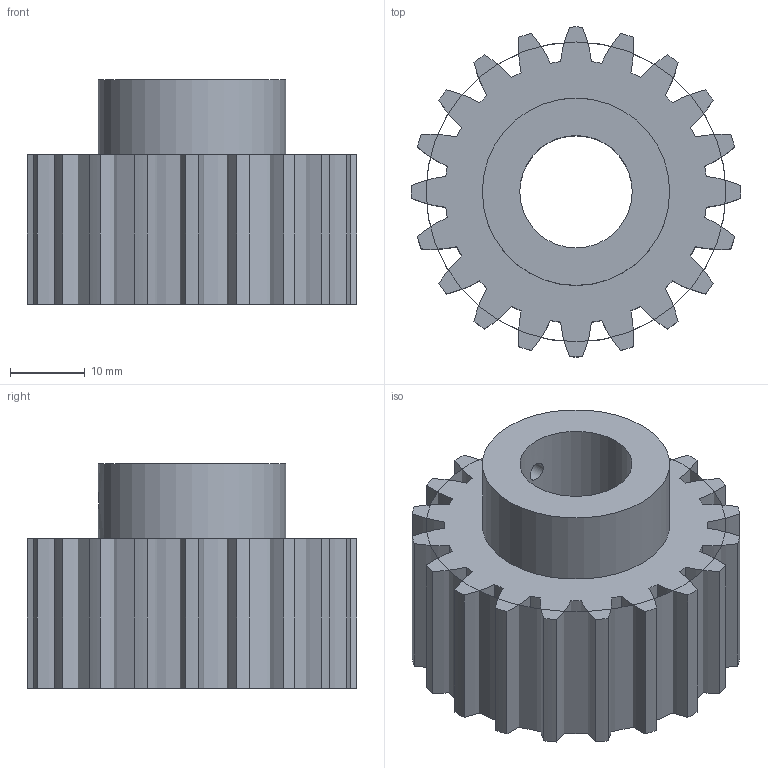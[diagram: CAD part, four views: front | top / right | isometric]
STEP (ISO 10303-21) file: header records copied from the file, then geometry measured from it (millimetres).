
FILE_DESCRIPTION(/* description */ (''),/* implementation_level */ '2;1');
FILE_NAME(/* name */ 'Engranaje recto1_ipt_b63e08a7.STEP',/* time_stamp */ '2021-02-07T23:04:53-06:00',/* author */ ('rotje'),/* organization */ (''),/* preprocessor_version */ 'ST-DEVELOPER v18.1',/* originating_system */ 'Autodesk Inventor 2021',/* authorisation */ '');
FILE_SCHEMA (('AUTOMOTIVE_DESIGN { 1 0 10303 214 3 1 1 }'));
Length unit declared in the file: millimetre
Products named in the file (1): Engranaje recto_20_Dientes
Bounding box: 44 x 44 x 30 mm (x, y, z)
Volume: 24514.3 mm3; surface area: 11940.8 mm2
Topology: 1 solids, 2 shells, 87 faces, 255 edges, 171 vertices
Faces by surface type: cylinder 84, plane 3
Full cylindrical faces by diameter (mm): 2.487 x1, 15 x1, 25 x1, 40 x1
Entity records: 3111 total; most frequent: DIRECTION 594, CARTESIAN_POINT 583, ORIENTED_EDGE 507, EDGE_CURVE 255, AXIS2_PLACEMENT_3D 255, VERTEX_POINT 171, CIRCLE 167, EDGE_LOOP 92
